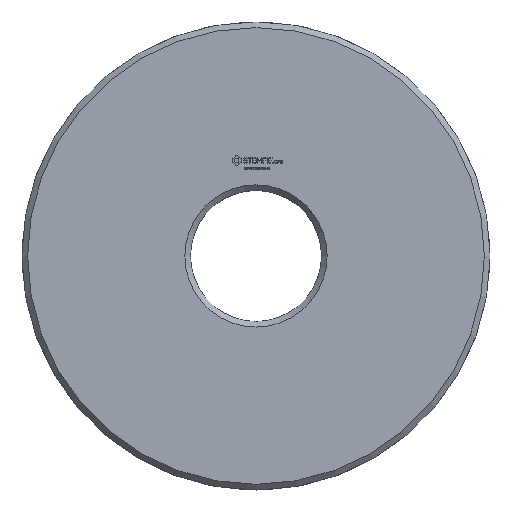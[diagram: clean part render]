
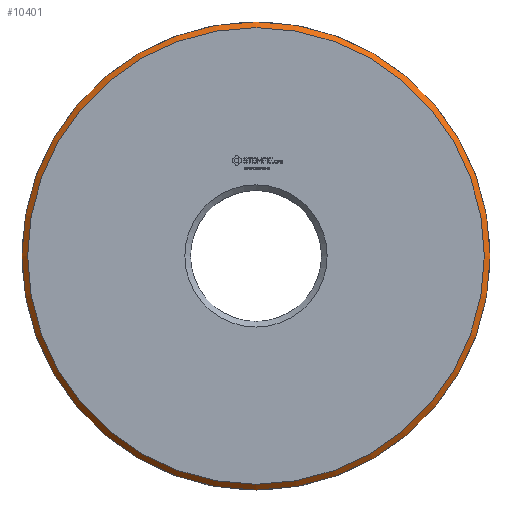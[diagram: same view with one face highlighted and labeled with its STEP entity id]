
A CAD part, top view. The second image highlights one B-rep face of the part: STEP entity #10401.
In plain terms, the highlighted conical face has half-angle 45 degrees and reference radius 12.5 mm.
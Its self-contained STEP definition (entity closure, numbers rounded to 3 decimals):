
#21 = EDGE_CURVE('',#22,#22,#24,.T.);
#22 = VERTEX_POINT('',#23);
#23 = CARTESIAN_POINT('',(12.2,0.,3.125));
#24 = SURFACE_CURVE('',#25,(#30,#42),.PCURVE_S1.);
#25 = CIRCLE('',#26,12.2);
#26 = AXIS2_PLACEMENT_3D('',#27,#28,#29);
#27 = CARTESIAN_POINT('',(0.,0.,3.125));
#28 = DIRECTION('',(0.,0.,-1.));
#29 = DIRECTION('',(1.,0.,0.));
#30 = PCURVE('',#31,#36);
#31 = PLANE('',#32);
#32 = AXIS2_PLACEMENT_3D('',#33,#34,#35);
#33 = CARTESIAN_POINT('',(0.,0.,3.125));
#34 = DIRECTION('',(0.,0.,-1.));
#35 = DIRECTION('',(1.,0.,0.));
#36 = DEFINITIONAL_REPRESENTATION('',(#37),#41);
#37 = CIRCLE('',#38,12.2);
#38 = AXIS2_PLACEMENT_2D('',#39,#40);
#39 = CARTESIAN_POINT('',(0.,0.));
#40 = DIRECTION('',(1.,0.));
#41 = ( GEOMETRIC_REPRESENTATION_CONTEXT(2) 
PARAMETRIC_REPRESENTATION_CONTEXT() REPRESENTATION_CONTEXT('2D SPACE',''
  ) );
#42 = PCURVE('',#43,#48);
#43 = CONICAL_SURFACE('',#44,12.5,0.785);
#44 = AXIS2_PLACEMENT_3D('',#45,#46,#47);
#45 = CARTESIAN_POINT('',(0.,0.,2.825));
#46 = DIRECTION('',(0.,0.,-1.));
#47 = DIRECTION('',(1.,0.,0.));
#48 = DEFINITIONAL_REPRESENTATION('',(#49),#53);
#49 = LINE('',#50,#51);
#50 = CARTESIAN_POINT('',(0.,-0.3));
#51 = VECTOR('',#52,1.);
#52 = DIRECTION('',(1.,-0.));
#53 = ( GEOMETRIC_REPRESENTATION_CONTEXT(2) 
PARAMETRIC_REPRESENTATION_CONTEXT() REPRESENTATION_CONTEXT('2D SPACE',''
  ) );
#10401 = ADVANCED_FACE('',(#10402),#43,.T.);
#10402 = FACE_BOUND('',#10403,.F.);
#10403 = EDGE_LOOP('',(#10404,#10433,#10454,#10455));
#10404 = ORIENTED_EDGE('',*,*,#10405,.T.);
#10405 = EDGE_CURVE('',#10406,#10406,#10408,.T.);
#10406 = VERTEX_POINT('',#10407);
#10407 = CARTESIAN_POINT('',(12.5,0.,2.825));
#10408 = SURFACE_CURVE('',#10409,(#10414,#10421),.PCURVE_S1.);
#10409 = CIRCLE('',#10410,12.5);
#10410 = AXIS2_PLACEMENT_3D('',#10411,#10412,#10413);
#10411 = CARTESIAN_POINT('',(0.,0.,2.825));
#10412 = DIRECTION('',(0.,0.,-1.));
#10413 = DIRECTION('',(1.,0.,0.));
#10414 = PCURVE('',#43,#10415);
#10415 = DEFINITIONAL_REPRESENTATION('',(#10416),#10420);
#10416 = LINE('',#10417,#10418);
#10417 = CARTESIAN_POINT('',(0.,-0.));
#10418 = VECTOR('',#10419,1.);
#10419 = DIRECTION('',(1.,-0.));
#10420 = ( GEOMETRIC_REPRESENTATION_CONTEXT(2) 
PARAMETRIC_REPRESENTATION_CONTEXT() REPRESENTATION_CONTEXT('2D SPACE',''
  ) );
#10421 = PCURVE('',#10422,#10427);
#10422 = CYLINDRICAL_SURFACE('',#10423,12.5);
#10423 = AXIS2_PLACEMENT_3D('',#10424,#10425,#10426);
#10424 = CARTESIAN_POINT('',(0.,0.,2.325));
#10425 = DIRECTION('',(0.,0.,1.));
#10426 = DIRECTION('',(1.,0.,0.));
#10427 = DEFINITIONAL_REPRESENTATION('',(#10428),#10432);
#10428 = LINE('',#10429,#10430);
#10429 = CARTESIAN_POINT('',(-0.,0.5));
#10430 = VECTOR('',#10431,1.);
#10431 = DIRECTION('',(-1.,0.));
#10432 = ( GEOMETRIC_REPRESENTATION_CONTEXT(2) 
PARAMETRIC_REPRESENTATION_CONTEXT() REPRESENTATION_CONTEXT('2D SPACE',''
  ) );
#10433 = ORIENTED_EDGE('',*,*,#10434,.T.);
#10434 = EDGE_CURVE('',#10406,#22,#10435,.T.);
#10435 = SEAM_CURVE('',#10436,(#10440,#10447),.PCURVE_S1.);
#10436 = LINE('',#10437,#10438);
#10437 = CARTESIAN_POINT('',(12.5,0.,2.825));
#10438 = VECTOR('',#10439,1.);
#10439 = DIRECTION('',(-0.707,0.,
    0.707));
#10440 = PCURVE('',#43,#10441);
#10441 = DEFINITIONAL_REPRESENTATION('',(#10442),#10446);
#10442 = LINE('',#10443,#10444);
#10443 = CARTESIAN_POINT('',(0.,-0.));
#10444 = VECTOR('',#10445,1.);
#10445 = DIRECTION('',(0.,-1.));
#10446 = ( GEOMETRIC_REPRESENTATION_CONTEXT(2) 
PARAMETRIC_REPRESENTATION_CONTEXT() REPRESENTATION_CONTEXT('2D SPACE',''
  ) );
#10447 = PCURVE('',#43,#10448);
#10448 = DEFINITIONAL_REPRESENTATION('',(#10449),#10453);
#10449 = LINE('',#10450,#10451);
#10450 = CARTESIAN_POINT('',(6.283,-0.));
#10451 = VECTOR('',#10452,1.);
#10452 = DIRECTION('',(0.,-1.));
#10453 = ( GEOMETRIC_REPRESENTATION_CONTEXT(2) 
PARAMETRIC_REPRESENTATION_CONTEXT() REPRESENTATION_CONTEXT('2D SPACE',''
  ) );
#10454 = ORIENTED_EDGE('',*,*,#21,.F.);
#10455 = ORIENTED_EDGE('',*,*,#10434,.F.);
